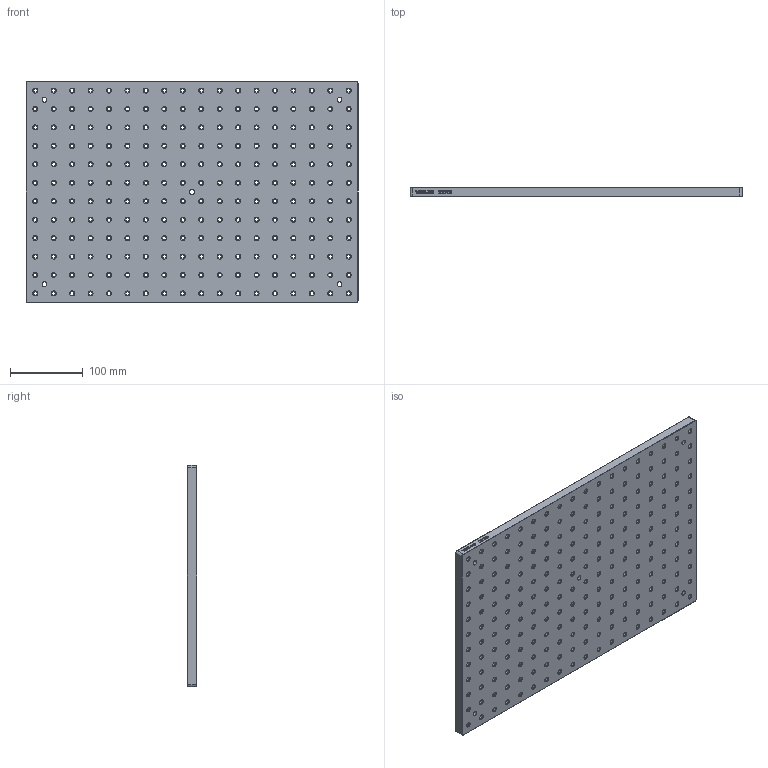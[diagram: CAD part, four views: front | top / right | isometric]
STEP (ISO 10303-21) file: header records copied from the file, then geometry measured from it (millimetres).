
FILE_DESCRIPTION (( 'STEP AP203' ), '1' );
FILE_NAME ('MB1218.STEP', '2018-02-07T09:52:01', ( '' ), ( '' ), 'SwSTEP 2.0', 'SolidWorks 2017', '' );
FILE_SCHEMA (( 'CONFIG_CONTROL_DESIGN' ));
Length unit declared in the file: millimetre
Products named in the file (2): MB1218 - Aluminium Breadboard 304.8 x 457.2 x 12.7mm_MB3030_M-1; MB1218
Assembly tree (1 placements, depth 2):
  MB1218
    MB1218 - Aluminium Breadboard 304.8 x 457.2 x 12.7mm_MB3030_M-1
Bounding box: 457.2 x 12.7 x 304.8 mm (x, y, z)
Volume: 1705847.7 mm3; surface area: 330669.6 mm2
Topology: 1 solids, 1 shells, 1603 faces, 3832 edges, 2258 vertices
Faces by surface type: cone 882, cylinder 515, plane 163, bspline 43
Entity records: 49330 total; most frequent: CARTESIAN_POINT 10116, DIRECTION 8786, ORIENTED_EDGE 7664, EDGE_CURVE 3832, AXIS2_PLACEMENT_3D 3476, VERTEX_POINT 2258, EDGE_LOOP 2072, CIRCLE 1912
